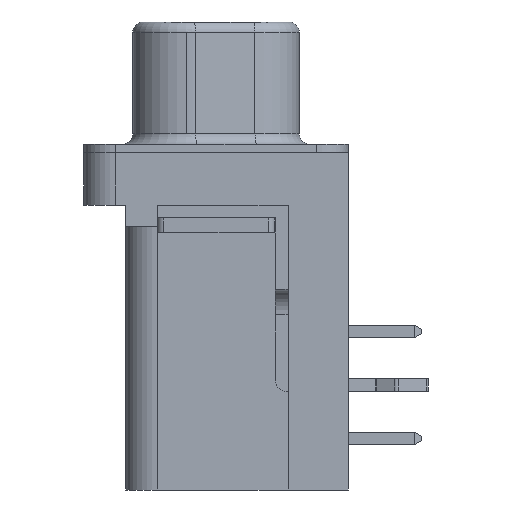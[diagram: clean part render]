
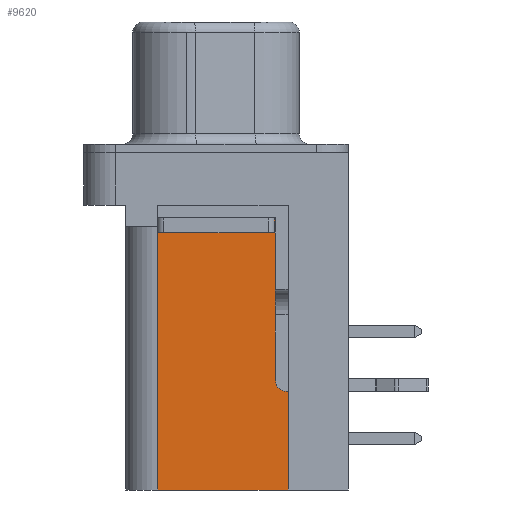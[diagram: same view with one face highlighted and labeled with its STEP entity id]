
A CAD part, left-side view. The second image highlights one B-rep face of the part: STEP entity #9620.
In plain terms, the highlighted planar face has unit normal (-1, 0, 0).
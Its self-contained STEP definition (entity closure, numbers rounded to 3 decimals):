
#9611 = VERTEX_POINT ( 'NONE', #21725 ) ;
#9617 = VERTEX_POINT ( 'NONE', #21770 ) ;
#9619 = EDGE_CURVE ( 'NONE', #9611, #9617, #21768, .T. ) ;
#9620 = ADVANCED_FACE ( 'NONE', ( #21764 ), #21816, .F. ) ;
#9621 = EDGE_LOOP ( 'NONE', ( #9622, #9681, #9682, #9685, #9688 ) ) ;
#9622 = ORIENTED_EDGE ( 'NONE', *, *, #9680, .T. ) ;
#9623 = VERTEX_POINT ( 'NONE', #21811 ) ;
#9680 = EDGE_CURVE ( 'NONE', #9623, #9611, #21956, .T. ) ;
#9681 = ORIENTED_EDGE ( 'NONE', *, *, #9619, .T. ) ;
#9682 = ORIENTED_EDGE ( 'NONE', *, *, #9683, .F. ) ;
#9683 = EDGE_CURVE ( 'NONE', #9684, #9617, #21952, .T. ) ;
#9684 = VERTEX_POINT ( 'NONE', #21948 ) ;
#9685 = ORIENTED_EDGE ( 'NONE', *, *, #9686, .F. ) ;
#9686 = EDGE_CURVE ( 'NONE', #9687, #9684, #21947, .T. ) ;
#9687 = VERTEX_POINT ( 'NONE', #21943 ) ;
#9688 = ORIENTED_EDGE ( 'NONE', *, *, #9689, .T. ) ;
#9689 = EDGE_CURVE ( 'NONE', #9687, #9623, #21941, .T. ) ;
#21725 = CARTESIAN_POINT ( 'NONE',  ( -13.16, -3.425, -2.5 ) ) ;
#21764 = FACE_OUTER_BOUND ( 'NONE', #9621, .T. ) ;
#21765 = DIRECTION ( 'NONE',  ( 0., 1., 0. ) ) ;
#21766 = VECTOR ( 'NONE', #21765, 1000. ) ;
#21767 = CARTESIAN_POINT ( 'NONE',  ( -13.16, 2.775, -2.5 ) ) ;
#21768 = LINE ( 'NONE', #21767, #21766 ) ;
#21770 = CARTESIAN_POINT ( 'NONE',  ( -13.16, 2.775, -2.5 ) ) ;
#21811 = CARTESIAN_POINT ( 'NONE',  ( -13.16, -3.425, -16.02 ) ) ;
#21812 = DIRECTION ( 'NONE',  ( 0., 0., -1. ) ) ;
#21813 = DIRECTION ( 'NONE',  ( 1., 0., 0. ) ) ;
#21814 = CARTESIAN_POINT ( 'NONE',  ( -13.16, 2.775, -59.653 ) ) ;
#21815 = AXIS2_PLACEMENT_3D ( 'NONE', #21814, #21813, #21812 ) ;
#21816 = PLANE ( 'NONE',  #21815 ) ;
#21938 = DIRECTION ( 'NONE',  ( 0., -1., 0. ) ) ;
#21939 = VECTOR ( 'NONE', #21938, 1000. ) ;
#21940 = CARTESIAN_POINT ( 'NONE',  ( -13.16, 2.775, -16.02 ) ) ;
#21941 = LINE ( 'NONE', #21940, #21939 ) ;
#21943 = CARTESIAN_POINT ( 'NONE',  ( -13.16, 2.775, -16.02 ) ) ;
#21944 = DIRECTION ( 'NONE',  ( 0., 0., 1. ) ) ;
#21945 = VECTOR ( 'NONE', #21944, 1000. ) ;
#21946 = CARTESIAN_POINT ( 'NONE',  ( -13.16, 2.775, -59.653 ) ) ;
#21947 = LINE ( 'NONE', #21946, #21945 ) ;
#21948 = CARTESIAN_POINT ( 'NONE',  ( -13.16, 2.775, -3.5 ) ) ;
#21949 = DIRECTION ( 'NONE',  ( 0., 0., 1. ) ) ;
#21950 = VECTOR ( 'NONE', #21949, 1000. ) ;
#21951 = CARTESIAN_POINT ( 'NONE',  ( -13.16, 2.775, -59.653 ) ) ;
#21952 = LINE ( 'NONE', #21951, #21950 ) ;
#21953 = DIRECTION ( 'NONE',  ( 0., 0., 1. ) ) ;
#21954 = VECTOR ( 'NONE', #21953, 1000. ) ;
#21955 = CARTESIAN_POINT ( 'NONE',  ( -13.16, -3.425, -23.035 ) ) ;
#21956 = LINE ( 'NONE', #21955, #21954 ) ;
